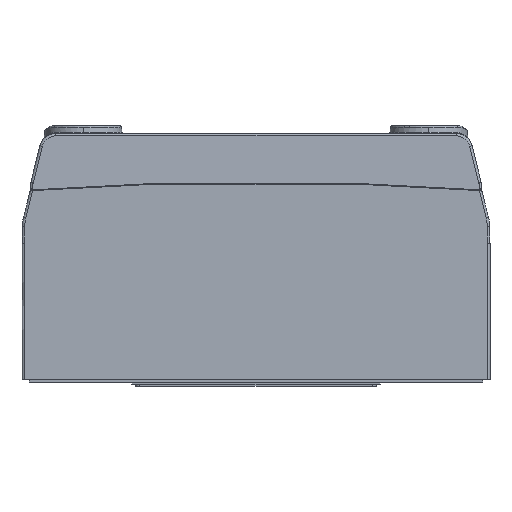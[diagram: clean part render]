
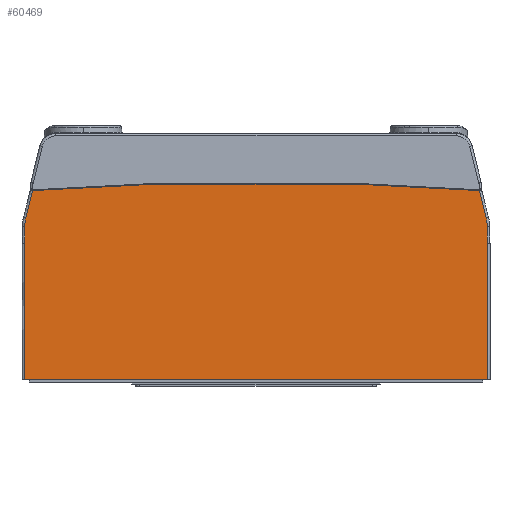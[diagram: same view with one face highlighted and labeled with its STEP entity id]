
A CAD part, left-side view. The second image highlights one B-rep face of the part: STEP entity #60469.
In plain terms, the highlighted planar face has unit normal (-1, 0, 0.009).
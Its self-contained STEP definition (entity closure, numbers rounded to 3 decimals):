
#45306=CARTESIAN_POINT('',(-22.039,0.,25.03));
#45307=VERTEX_POINT('',#45306);
#53953=CARTESIAN_POINT('',(-22.103,28.7,17.73));
#53954=VERTEX_POINT('',#53953);
#53962=CARTESIAN_POINT('',(-22.084,28.663,19.832));
#53963=VERTEX_POINT('',#53962);
#53964=CARTESIAN_POINT('',(-22.084,28.663,19.832));
#53965=DIRECTION('',(-0.009,0.017,-1.));
#53966=VECTOR('',#53965,2.102);
#53967=LINE('',#53964,#53966);
#53968=EDGE_CURVE('',#53963,#53954,#53967,.T.);
#54034=CARTESIAN_POINT('',(-22.08,28.627,20.338));
#54035=VERTEX_POINT('',#54034);
#54036=CARTESIAN_POINT('',(-22.085,23.964,19.75));
#54037=DIRECTION('',(-1.,0.,0.009));
#54038=DIRECTION('',(0.009,0.,1.));
#54039=AXIS2_PLACEMENT_3D('',#54036,#54037,#54038);
#54040=ELLIPSE('',#54039,4.7,4.7);
#54041=EDGE_CURVE('',#54035,#53963,#54040,.T.);
#54043=CARTESIAN_POINT('',(-22.075,28.524,20.887));
#54044=VERTEX_POINT('',#54043);
#54045=CARTESIAN_POINT('',(-22.085,23.964,19.75));
#54046=DIRECTION('',(-1.,0.,0.009));
#54047=DIRECTION('',(0.009,0.,1.));
#54048=AXIS2_PLACEMENT_3D('',#54045,#54046,#54047);
#54049=ELLIPSE('',#54048,4.7,4.7);
#54050=EDGE_CURVE('',#54044,#54035,#54049,.T.);
#54090=CARTESIAN_POINT('',(-22.045,27.681,24.271));
#54091=VERTEX_POINT('',#54090);
#54092=CARTESIAN_POINT('',(-22.045,27.681,24.271));
#54093=DIRECTION('',(-0.008,0.242,-0.97));
#54094=VECTOR('',#54093,3.487);
#54095=LINE('',#54092,#54094);
#54096=EDGE_CURVE('',#54091,#54044,#54095,.T.);
#54114=CARTESIAN_POINT('',(-22.039,13.189,25.03));
#54115=VERTEX_POINT('',#54114);
#54116=CARTESIAN_POINT('',(-22.045,27.681,24.271));
#54117=DIRECTION('',(0.,-0.999,0.052));
#54118=VECTOR('',#54117,14.511);
#54119=LINE('',#54116,#54118);
#54120=EDGE_CURVE('',#54091,#54115,#54119,.T.);
#54168=CARTESIAN_POINT('',(-22.039,13.189,25.03));
#54169=DIRECTION('',(0.,-1.,0.0));
#54170=VECTOR('',#54169,13.189);
#54171=LINE('',#54168,#54170);
#54172=EDGE_CURVE('',#54115,#45307,#54171,.T.);
#54184=CARTESIAN_POINT('',(-22.039,-13.189,25.03));
#54185=VERTEX_POINT('',#54184);
#54186=CARTESIAN_POINT('',(-22.039,0.,25.03));
#54187=DIRECTION('',(0.,-1.,0.0));
#54188=VECTOR('',#54187,13.189);
#54189=LINE('',#54186,#54188);
#54190=EDGE_CURVE('',#45307,#54185,#54189,.T.);
#54209=CARTESIAN_POINT('',(-22.045,-27.681,24.271));
#54210=VERTEX_POINT('',#54209);
#54211=CARTESIAN_POINT('',(-22.039,-13.189,25.03));
#54212=DIRECTION('',(0.,-0.999,-0.052));
#54213=VECTOR('',#54212,14.511);
#54214=LINE('',#54211,#54213);
#54215=EDGE_CURVE('',#54185,#54210,#54214,.T.);
#54251=CARTESIAN_POINT('',(-22.075,-28.524,20.887));
#54252=VERTEX_POINT('',#54251);
#54253=CARTESIAN_POINT('',(-22.045,-27.681,24.271));
#54254=DIRECTION('',(-0.008,-0.242,-0.97));
#54255=VECTOR('',#54254,3.487);
#54256=LINE('',#54253,#54255);
#54257=EDGE_CURVE('',#54210,#54252,#54256,.T.);
#54324=CARTESIAN_POINT('',(-22.08,-28.627,20.338));
#54325=VERTEX_POINT('',#54324);
#54326=CARTESIAN_POINT('',(-22.085,-23.964,19.75));
#54327=DIRECTION('',(1.,0.,-0.009));
#54328=DIRECTION('',(0.009,0.,1.));
#54329=AXIS2_PLACEMENT_3D('',#54326,#54327,#54328);
#54330=ELLIPSE('',#54329,4.7,4.7);
#54331=EDGE_CURVE('',#54252,#54325,#54330,.T.);
#54333=CARTESIAN_POINT('',(-22.084,-28.663,19.832));
#54334=VERTEX_POINT('',#54333);
#54335=CARTESIAN_POINT('',(-22.085,-23.964,19.75));
#54336=DIRECTION('',(1.,0.,-0.009));
#54337=DIRECTION('',(0.009,0.,1.));
#54338=AXIS2_PLACEMENT_3D('',#54335,#54336,#54337);
#54339=ELLIPSE('',#54338,4.7,4.7);
#54340=EDGE_CURVE('',#54325,#54334,#54339,.T.);
#54367=CARTESIAN_POINT('',(-22.103,-28.7,17.73));
#54368=VERTEX_POINT('',#54367);
#54369=CARTESIAN_POINT('',(-22.084,-28.663,19.832));
#54370=DIRECTION('',(-0.009,-0.017,-1.));
#54371=VECTOR('',#54370,2.102);
#54372=LINE('',#54369,#54371);
#54373=EDGE_CURVE('',#54334,#54368,#54372,.T.);
#60417=CARTESIAN_POINT('',(-22.25,28.7,0.83));
#60418=VERTEX_POINT('',#60417);
#60426=CARTESIAN_POINT('',(-22.103,28.7,17.73));
#60427=DIRECTION('',(-0.009,0.0,-1.));
#60428=VECTOR('',#60427,16.901);
#60429=LINE('',#60426,#60428);
#60430=EDGE_CURVE('',#53954,#60418,#60429,.T.);
#60435=CARTESIAN_POINT('',(-22.101,-12.7,17.879));
#60436=DIRECTION('',(-1.,0.,0.009));
#60437=DIRECTION('',(-0.009,0.,-1.));
#60438=AXIS2_PLACEMENT_3D('',#60435,#60436,#60437);
#60439=PLANE('',#60438);
#60440=CARTESIAN_POINT('',(-22.25,-28.7,0.83));
#60441=VERTEX_POINT('',#60440);
#60442=CARTESIAN_POINT('',(-22.25,-28.7,0.83));
#60443=DIRECTION('',(0.0,1.0,0.0));
#60444=VECTOR('',#60443,57.4);
#60445=LINE('',#60442,#60444);
#60446=EDGE_CURVE('',#60441,#60418,#60445,.T.);
#60447=ORIENTED_EDGE('',*,*,#60446,.F.);
#60448=CARTESIAN_POINT('',(-22.103,-28.7,17.73));
#60449=DIRECTION('',(-0.009,0.0,-1.));
#60450=VECTOR('',#60449,16.901);
#60451=LINE('',#60448,#60450);
#60452=EDGE_CURVE('',#54368,#60441,#60451,.T.);
#60453=ORIENTED_EDGE('',*,*,#60452,.F.);
#60454=ORIENTED_EDGE('',*,*,#54373,.F.);
#60455=ORIENTED_EDGE('',*,*,#54340,.F.);
#60456=ORIENTED_EDGE('',*,*,#54331,.F.);
#60457=ORIENTED_EDGE('',*,*,#54257,.F.);
#60458=ORIENTED_EDGE('',*,*,#54215,.F.);
#60459=ORIENTED_EDGE('',*,*,#54190,.F.);
#60460=ORIENTED_EDGE('',*,*,#54172,.F.);
#60461=ORIENTED_EDGE('',*,*,#54120,.F.);
#60462=ORIENTED_EDGE('',*,*,#54096,.T.);
#60463=ORIENTED_EDGE('',*,*,#54050,.T.);
#60464=ORIENTED_EDGE('',*,*,#54041,.T.);
#60465=ORIENTED_EDGE('',*,*,#53968,.T.);
#60466=ORIENTED_EDGE('',*,*,#60430,.T.);
#60467=EDGE_LOOP('',(#60447,#60453,#60454,#60455,#60456,#60457,#60458,#60459,#60460,#60461,#60462,#60463,#60464,#60465,#60466));
#60468=FACE_OUTER_BOUND('',#60467,.T.);
#60469=ADVANCED_FACE('',(#60468),#60439,.T.);
